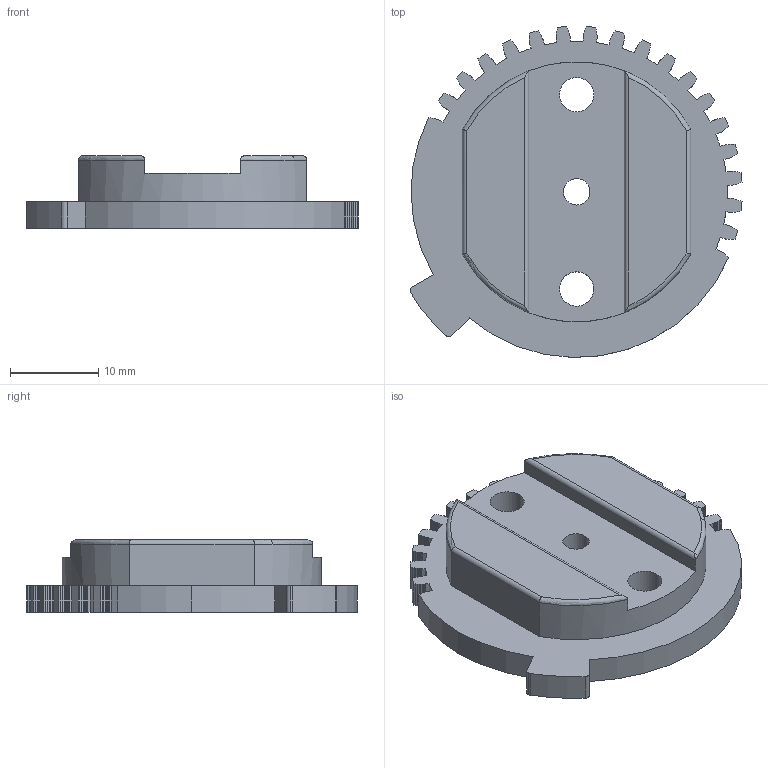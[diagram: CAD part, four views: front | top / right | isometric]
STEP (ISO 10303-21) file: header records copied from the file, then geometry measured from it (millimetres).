
FILE_DESCRIPTION (( 'STEP AP203' ), '1' );
FILE_NAME ('c2_right_o.STEP', '2015-02-27T23:28:39', ( '' ), ( '' ), 'SwSTEP 2.0', 'SolidWorks 2013', '' );
FILE_SCHEMA (( 'CONFIG_CONTROL_DESIGN' ));
Length unit declared in the file: millimetre
Products named in the file (1): c2_right_o
Bounding box: 37.58 x 37.46 x 8.2 mm (x, y, z)
Volume: 5766.9 mm3; surface area: 3329.5 mm2
Topology: 1 solids, 1 shells, 465 faces, 1378 edges, 916 vertices
Faces by surface type: plane 442, cylinder 19, torus 4
Entity records: 15367 total; most frequent: CARTESIAN_POINT 2808, ORIENTED_EDGE 2756, DIRECTION 2340, EDGE_CURVE 1378, VECTOR 1332, LINE 1332, VERTEX_POINT 916, AXIS2_PLACEMENT_3D 504
